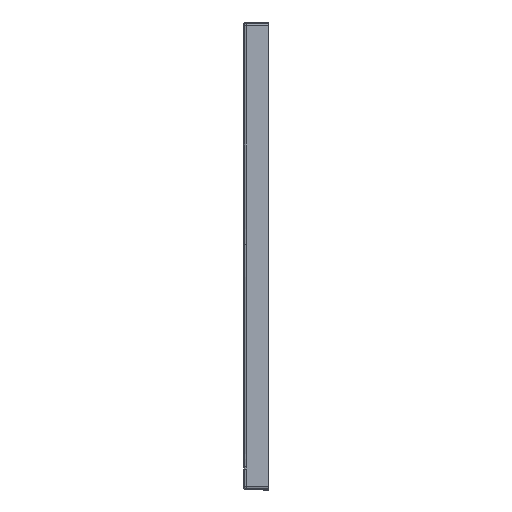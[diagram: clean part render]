
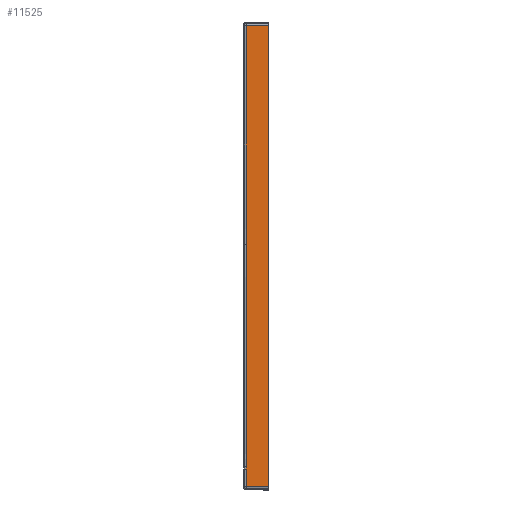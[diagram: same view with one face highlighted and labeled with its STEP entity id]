
A CAD part, left-side view. The second image highlights one B-rep face of the part: STEP entity #11525.
In plain terms, the highlighted planar face has unit normal (-1, 0, 0).
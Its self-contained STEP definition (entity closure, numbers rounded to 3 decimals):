
#2904=CARTESIAN_POINT('',(-800.,-5.145,45.));
#2905=CARTESIAN_POINT('',(-800.,-5.145,
48.809));
#2906=CARTESIAN_POINT('',(-800.,-5.145,
56.794));
#2907=CARTESIAN_POINT('',(-800.,-5.145,70.106));
#2908=CARTESIAN_POINT('',(-800.,-5.144,84.073));
#2909=CARTESIAN_POINT('',(-800.,-5.143,98.321));
#2910=CARTESIAN_POINT('',(-800.,-5.142,114.211));
#2911=CARTESIAN_POINT('',(-800.,-5.14,129.222));
#2912=CARTESIAN_POINT('',(-800.,-5.139,143.823));
#2913=CARTESIAN_POINT('',(-800.,-5.137,157.788));
#2914=CARTESIAN_POINT('',(-800.,-5.135,171.339));
#2915=CARTESIAN_POINT('',(-800.,-5.133,184.354));
#2916=CARTESIAN_POINT('',(-800.,-5.13,197.354));
#2917=CARTESIAN_POINT('',(-800.,-5.128,208.182));
#2918=CARTESIAN_POINT('',(-800.,-5.126,219.829));
#2919=CARTESIAN_POINT('',(-800.,-5.124,232.456));
#2920=CARTESIAN_POINT('',(-800.,-5.121,245.738));
#2921=CARTESIAN_POINT('',(-800.,-5.118,260.639));
#2922=CARTESIAN_POINT('',(-800.,-5.114,274.589));
#2923=CARTESIAN_POINT('',(-800.,-5.111,289.219));
#2924=CARTESIAN_POINT('',(-800.,-5.108,303.784));
#2925=CARTESIAN_POINT('',(-800.,-5.104,317.795));
#2926=CARTESIAN_POINT('',(-800.,-5.101,332.881));
#2927=CARTESIAN_POINT('',(-800.,-5.097,347.695));
#2928=CARTESIAN_POINT('',(-800.,-5.093,363.307));
#2929=CARTESIAN_POINT('',(-800.,-5.089,378.286));
#2930=CARTESIAN_POINT('',(-800.,-5.085,393.57));
#2931=CARTESIAN_POINT('',(-800.,-5.081,408.665));
#2932=CARTESIAN_POINT('',(-800.,-5.077,423.917));
#2933=CARTESIAN_POINT('',(-800.,-5.073,439.826));
#2934=CARTESIAN_POINT('',(-800.,-5.069,
455.502));
#2935=CARTESIAN_POINT('',(-800.,-5.067,
466.751));
#2936=CARTESIAN_POINT('',(-800.,-5.065,472.497));
#2938=CARTESIAN_POINT('',(-800.,-5.065,472.497));
#2939=CARTESIAN_POINT('',(-800.,-5.06,491.725));
#2940=CARTESIAN_POINT('',(-800.,-5.051,528.395));
#2941=CARTESIAN_POINT('',(-800.,-5.039,581.247));
#2942=CARTESIAN_POINT('',(-800.,-5.029,630.257));
#2943=CARTESIAN_POINT('',(-800.,-5.021,676.602));
#2944=CARTESIAN_POINT('',(-800.,-5.014,720.719));
#2945=CARTESIAN_POINT('',(-800.,-5.008,762.172));
#2946=CARTESIAN_POINT('',(-800.,-5.005,800.129));
#2947=CARTESIAN_POINT('',(-800.,-5.002,834.006));
#2948=CARTESIAN_POINT('',(-800.,-5.001,864.482));
#2949=CARTESIAN_POINT('',(-800.,-5.,883.677));
#2950=CARTESIAN_POINT('',(-800.,-5.,893.));
#2952=DIRECTION('',(0.,0.,-1.));
#2953=VECTOR('',#2952,886.);
#2954=CARTESIAN_POINT('',(-800.,-48.,893.));
#2955=LINE('',#2954,#2953);
#2956=DIRECTION('',(0.,1.,0.));
#2957=VECTOR('',#2956,42.975);
#2958=CARTESIAN_POINT('',(-800.,-48.,7.));
#2959=LINE('',#2958,#2957);
#2960=DIRECTION('',(0.,-0.004,1.));
#2961=VECTOR('',#2960,32.991);
#2962=CARTESIAN_POINT('',(-800.,-5.025,
7.));
#2963=LINE('',#2962,#2961);
#2973=DIRECTION('',(0.,0.,-1.));
#2974=VECTOR('',#2973,5.009);
#2975=CARTESIAN_POINT('',(-800.,-5.145,45.));
#2976=LINE('',#2975,#2974);
#3583=DIRECTION('',(0.,1.,0.));
#3584=VECTOR('',#3583,43.);
#3585=CARTESIAN_POINT('',(-800.,-48.,893.));
#3586=LINE('',#3585,#3584);
#6586=CARTESIAN_POINT('',(-800.,-48.,893.));
#6587=CARTESIAN_POINT('',(-800.,-48.,7.));
#6588=VERTEX_POINT('',#6586);
#6589=VERTEX_POINT('',#6587);
#6610=CARTESIAN_POINT('',(-800.,-5.145,45.));
#6611=CARTESIAN_POINT('',(-800.,-5.145,
39.991));
#6612=VERTEX_POINT('',#6610);
#6613=VERTEX_POINT('',#6611);
#6614=VERTEX_POINT('',#2936);
#6615=VERTEX_POINT('',#2950);
#6616=CARTESIAN_POINT('',(-800.,-5.025,
7.));
#6617=VERTEX_POINT('',#6616);
#11505=CARTESIAN_POINT('',(-800.,0.,0.));
#11506=DIRECTION('',(-1.,0.,0.));
#11507=DIRECTION('',(0.,0.,1.));
#11508=AXIS2_PLACEMENT_3D('',#11505,#11506,#11507);
#11509=PLANE('',#11508);
#11511=ORIENTED_EDGE('',*,*,#11510,.F.);
#11513=ORIENTED_EDGE('',*,*,#11512,.T.);
#11515=ORIENTED_EDGE('',*,*,#11514,.T.);
#11517=ORIENTED_EDGE('',*,*,#11516,.F.);
#11518=ORIENTED_EDGE('',*,*,#11471,.T.);
#11520=ORIENTED_EDGE('',*,*,#11519,.T.);
#11522=ORIENTED_EDGE('',*,*,#11521,.T.);
#11523=EDGE_LOOP('',(#11511,#11513,#11515,#11517,#11518,#11520,#11522));
#11524=FACE_OUTER_BOUND('',#11523,.F.);
#11525=ADVANCED_FACE('',(#11524),#11509,.T.);
#2937=B_SPLINE_CURVE_WITH_KNOTS('',3,(#2904,#2905,#2906,#2907,#2908,#2909,#2910,
#2911,#2912,#2913,#2914,#2915,#2916,#2917,#2918,#2919,#2920,#2921,#2922,#2923,
#2924,#2925,#2926,#2927,#2928,#2929,#2930,#2931,#2932,#2933,#2934,#2935,#2936),
.UNSPECIFIED.,.F.,.F.,(4,1,1,1,1,1,1,1,1,1,1,1,1,1,1,1,1,1,1,1,1,1,1,1,1,1,1,1,
1,1,4),(0.,0.033,0.067,0.1,0.133,
0.167,0.2,0.233,0.267,0.3,
0.333,0.367,0.4,0.433,0.467,
0.5,0.533,0.567,0.6,0.633,
0.667,0.7,0.733,0.767,0.8,
0.833,0.867,0.9,0.933,0.967,
1.),.UNSPECIFIED.);
#2951=B_SPLINE_CURVE_WITH_KNOTS('',3,(#2938,#2939,#2940,#2941,#2942,#2943,#2944,
#2945,#2946,#2947,#2948,#2949,#2950),.UNSPECIFIED.,.F.,.F.,(4,1,1,1,1,1,1,1,1,1,
4),(0.,0.137,0.262,0.377,
0.487,0.592,0.692,0.783,
0.863,0.933,1.),.UNSPECIFIED.);
#11471=EDGE_CURVE('',#6588,#6589,#2955,.T.);
#11510=EDGE_CURVE('',#6612,#6613,#2976,.T.);
#11512=EDGE_CURVE('',#6612,#6614,#2937,.T.);
#11514=EDGE_CURVE('',#6614,#6615,#2951,.T.);
#11516=EDGE_CURVE('',#6588,#6615,#3586,.T.);
#11519=EDGE_CURVE('',#6589,#6617,#2959,.T.);
#11521=EDGE_CURVE('',#6617,#6613,#2963,.T.);
